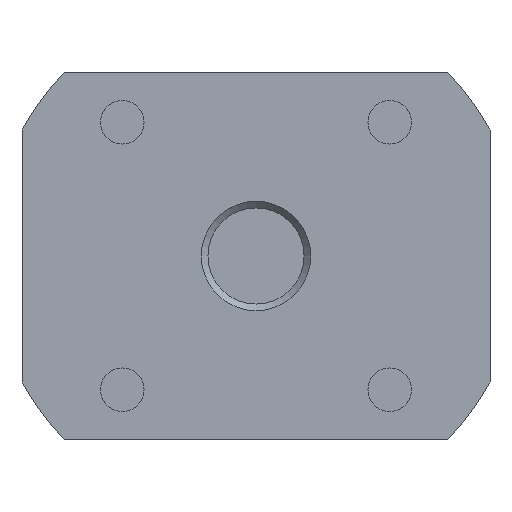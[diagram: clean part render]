
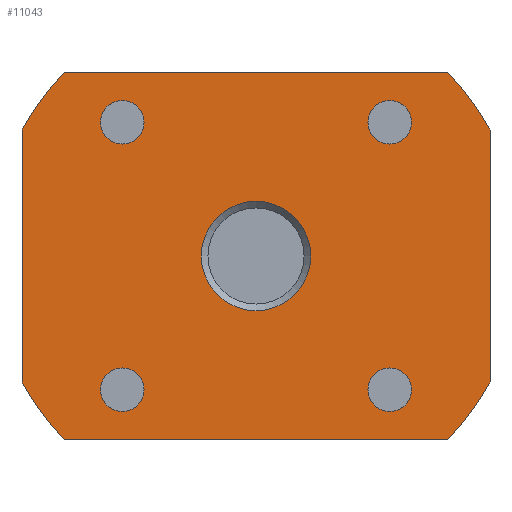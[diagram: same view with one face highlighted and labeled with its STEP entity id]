
A CAD part, front view. The second image highlights one B-rep face of the part: STEP entity #11043.
In plain terms, the highlighted planar face has unit normal (0, -1, 0).
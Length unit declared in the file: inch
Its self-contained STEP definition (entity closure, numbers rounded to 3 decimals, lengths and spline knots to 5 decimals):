
#10897=CARTESIAN_POINT('',(-0.40938,0.,0.));
#10898=VERTEX_POINT('',#10897);
#10899=CARTESIAN_POINT('',(0.0,0.0,0.0));
#10900=DIRECTION('',(0.0,-1.0,0.0));
#10901=DIRECTION('',(1.0,0.0,0.0));
#10902=AXIS2_PLACEMENT_3D('',#10899,#10900,#10901);
#10903=CIRCLE('',#10902,0.40938);
#10904=EDGE_CURVE('',#10898,#10898,#10903,.T.);
#10921=CARTESIAN_POINT('',(0.,0.,0.));
#10922=DIRECTION('',(0.0,1.0,0.0));
#10923=DIRECTION('',(0.0,0.0,-1.0));
#10924=AXIS2_PLACEMENT_3D('',#10921,#10922,#10923);
#10925=PLANE('',#10924);
#10926=CARTESIAN_POINT('',(1.43511,0.,1.375));
#10927=VERTEX_POINT('',#10926);
#10928=CARTESIAN_POINT('',(1.75,0.,0.94216));
#10929=VERTEX_POINT('',#10928);
#10930=CARTESIAN_POINT('',(0.0,0.0,0.0));
#10931=DIRECTION('',(0.0,1.0,0.0));
#10932=DIRECTION('',(1.0,0.0,0.0));
#10933=AXIS2_PLACEMENT_3D('',#10930,#10931,#10932);
#10934=CIRCLE('',#10933,1.9875);
#10935=EDGE_CURVE('',#10927,#10929,#10934,.T.);
#10936=ORIENTED_EDGE('',*,*,#10935,.F.);
#10937=CARTESIAN_POINT('',(-1.43511,0.,1.375));
#10938=VERTEX_POINT('',#10937);
#10939=CARTESIAN_POINT('',(-1.43511,0.,1.375));
#10940=DIRECTION('',(1.0,0.0,0.0));
#10941=VECTOR('',#10940,2.87021);
#10942=LINE('',#10939,#10941);
#10943=EDGE_CURVE('',#10938,#10927,#10942,.T.);
#10944=ORIENTED_EDGE('',*,*,#10943,.F.);
#10945=CARTESIAN_POINT('',(-1.75,0.,0.94216));
#10946=VERTEX_POINT('',#10945);
#10947=CARTESIAN_POINT('',(0.0,0.0,0.0));
#10948=DIRECTION('',(0.0,1.0,0.0));
#10949=DIRECTION('',(1.0,0.0,0.0));
#10950=AXIS2_PLACEMENT_3D('',#10947,#10948,#10949);
#10951=CIRCLE('',#10950,1.9875);
#10952=EDGE_CURVE('',#10946,#10938,#10951,.T.);
#10953=ORIENTED_EDGE('',*,*,#10952,.F.);
#10954=CARTESIAN_POINT('',(-1.75,0.,-0.94216));
#10955=VERTEX_POINT('',#10954);
#10956=CARTESIAN_POINT('',(-1.75,0.,-0.94216));
#10957=DIRECTION('',(0.0,0.0,1.0));
#10958=VECTOR('',#10957,1.88431);
#10959=LINE('',#10956,#10958);
#10960=EDGE_CURVE('',#10955,#10946,#10959,.T.);
#10961=ORIENTED_EDGE('',*,*,#10960,.F.);
#10962=CARTESIAN_POINT('',(-1.43511,0.,-1.375));
#10963=VERTEX_POINT('',#10962);
#10964=CARTESIAN_POINT('',(0.0,0.0,0.0));
#10965=DIRECTION('',(0.0,1.0,0.0));
#10966=DIRECTION('',(1.0,0.0,0.0));
#10967=AXIS2_PLACEMENT_3D('',#10964,#10965,#10966);
#10968=CIRCLE('',#10967,1.9875);
#10969=EDGE_CURVE('',#10963,#10955,#10968,.T.);
#10970=ORIENTED_EDGE('',*,*,#10969,.F.);
#10971=CARTESIAN_POINT('',(1.43511,0.,-1.375));
#10972=VERTEX_POINT('',#10971);
#10973=CARTESIAN_POINT('',(1.43511,0.,-1.375));
#10974=DIRECTION('',(-1.0,0.0,0.0));
#10975=VECTOR('',#10974,2.87021);
#10976=LINE('',#10973,#10975);
#10977=EDGE_CURVE('',#10972,#10963,#10976,.T.);
#10978=ORIENTED_EDGE('',*,*,#10977,.F.);
#10979=CARTESIAN_POINT('',(1.75,0.,-0.94216));
#10980=VERTEX_POINT('',#10979);
#10981=CARTESIAN_POINT('',(0.0,0.0,0.0));
#10982=DIRECTION('',(0.0,1.0,0.0));
#10983=DIRECTION('',(1.0,0.0,0.0));
#10984=AXIS2_PLACEMENT_3D('',#10981,#10982,#10983);
#10985=CIRCLE('',#10984,1.9875);
#10986=EDGE_CURVE('',#10980,#10972,#10985,.T.);
#10987=ORIENTED_EDGE('',*,*,#10986,.F.);
#10988=CARTESIAN_POINT('',(1.75,0.,0.94216));
#10989=DIRECTION('',(0.0,0.0,-1.0));
#10990=VECTOR('',#10989,1.88431);
#10991=LINE('',#10988,#10990);
#10992=EDGE_CURVE('',#10929,#10980,#10991,.T.);
#10993=ORIENTED_EDGE('',*,*,#10992,.F.);
#10994=EDGE_LOOP('',(#10936,#10944,#10953,#10961,#10970,#10978,#10987,#10993));
#10995=FACE_OUTER_BOUND('',#10994,.T.);
#10996=CARTESIAN_POINT('',(-1.1625,0.,1.));
#10997=VERTEX_POINT('',#10996);
#10998=CARTESIAN_POINT('',(-1.0,0.,1.0));
#10999=DIRECTION('',(0.0,1.0,0.0));
#11000=DIRECTION('',(-1.0,0.0,0.0));
#11001=AXIS2_PLACEMENT_3D('',#10998,#10999,#11000);
#11002=CIRCLE('',#11001,0.1625);
#11003=EDGE_CURVE('',#10997,#10997,#11002,.T.);
#11004=ORIENTED_EDGE('',*,*,#11003,.T.);
#11005=EDGE_LOOP('',(#11004));
#11006=FACE_BOUND('',#11005,.T.);
#11007=CARTESIAN_POINT('',(0.8375,0.,1.0));
#11008=VERTEX_POINT('',#11007);
#11009=CARTESIAN_POINT('',(1.0,0.,1.0));
#11010=DIRECTION('',(0.0,1.0,0.0));
#11011=DIRECTION('',(-1.0,0.0,0.0));
#11012=AXIS2_PLACEMENT_3D('',#11009,#11010,#11011);
#11013=CIRCLE('',#11012,0.1625);
#11014=EDGE_CURVE('',#11008,#11008,#11013,.T.);
#11015=ORIENTED_EDGE('',*,*,#11014,.T.);
#11016=EDGE_LOOP('',(#11015));
#11017=FACE_BOUND('',#11016,.T.);
#11018=CARTESIAN_POINT('',(-1.1625,0.,-1.));
#11019=VERTEX_POINT('',#11018);
#11020=CARTESIAN_POINT('',(-1.0,0.,-1.0));
#11021=DIRECTION('',(0.0,1.0,0.0));
#11022=DIRECTION('',(-1.0,0.0,0.0));
#11023=AXIS2_PLACEMENT_3D('',#11020,#11021,#11022);
#11024=CIRCLE('',#11023,0.1625);
#11025=EDGE_CURVE('',#11019,#11019,#11024,.T.);
#11026=ORIENTED_EDGE('',*,*,#11025,.T.);
#11027=EDGE_LOOP('',(#11026));
#11028=FACE_BOUND('',#11027,.T.);
#11029=CARTESIAN_POINT('',(0.8375,0.,-1.0));
#11030=VERTEX_POINT('',#11029);
#11031=CARTESIAN_POINT('',(1.0,0.,-1.0));
#11032=DIRECTION('',(0.0,1.0,0.0));
#11033=DIRECTION('',(-1.0,0.0,0.0));
#11034=AXIS2_PLACEMENT_3D('',#11031,#11032,#11033);
#11035=CIRCLE('',#11034,0.1625);
#11036=EDGE_CURVE('',#11030,#11030,#11035,.T.);
#11037=ORIENTED_EDGE('',*,*,#11036,.T.);
#11038=EDGE_LOOP('',(#11037));
#11039=FACE_BOUND('',#11038,.T.);
#11040=ORIENTED_EDGE('',*,*,#10904,.F.);
#11041=EDGE_LOOP('',(#11040));
#11042=FACE_BOUND('',#11041,.T.);
#11043=ADVANCED_FACE('',(#10995,#11006,#11017,#11028,#11039,#11042),#10925,.F.);
